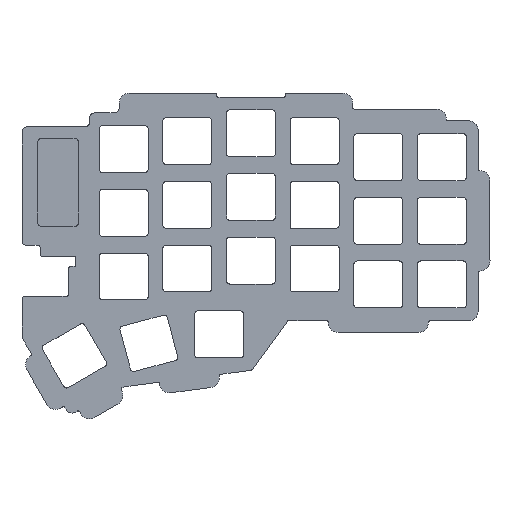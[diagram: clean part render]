
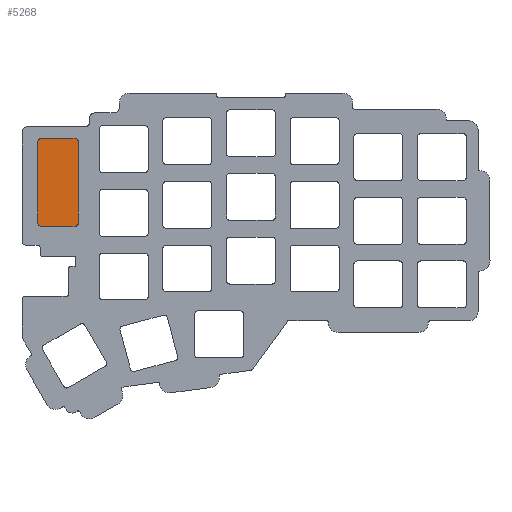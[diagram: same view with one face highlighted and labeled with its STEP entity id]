
A CAD part, top view. The second image highlights one B-rep face of the part: STEP entity #5268.
In plain terms, the highlighted planar face has unit normal (0, 0, 1).
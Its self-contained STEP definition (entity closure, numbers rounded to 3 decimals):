
#62=PLANE('',#5552);
#205=FACE_OUTER_BOUND('',#479,.T.);
#479=EDGE_LOOP('',(#3531,#3532,#3533,#3534,#3535,#3536,#3537,#3538));
#791=LINE('',#7727,#1334);
#795=LINE('',#7739,#1338);
#799=LINE('',#7751,#1342);
#803=LINE('',#7761,#1346);
#1334=VECTOR('',#6093,10.);
#1338=VECTOR('',#6105,10.);
#1342=VECTOR('',#6117,10.);
#1346=VECTOR('',#6129,10.);
#1875=CIRCLE('',#5538,1.);
#1877=CIRCLE('',#5542,1.);
#1879=CIRCLE('',#5546,1.);
#1881=CIRCLE('',#5550,1.);
#2146=VERTEX_POINT('',#7718);
#2147=VERTEX_POINT('',#7720);
#2149=VERTEX_POINT('',#7726);
#2151=VERTEX_POINT('',#7732);
#2153=VERTEX_POINT('',#7738);
#2155=VERTEX_POINT('',#7744);
#2157=VERTEX_POINT('',#7750);
#2159=VERTEX_POINT('',#7756);
#2688=EDGE_CURVE('',#2147,#2146,#1875,.T.);
#2691=EDGE_CURVE('',#2149,#2147,#791,.T.);
#2694=EDGE_CURVE('',#2151,#2149,#1877,.T.);
#2697=EDGE_CURVE('',#2153,#2151,#795,.T.);
#2700=EDGE_CURVE('',#2155,#2153,#1879,.T.);
#2703=EDGE_CURVE('',#2157,#2155,#799,.T.);
#2706=EDGE_CURVE('',#2159,#2157,#1881,.T.);
#2709=EDGE_CURVE('',#2146,#2159,#803,.T.);
#3531=ORIENTED_EDGE('',*,*,#2709,.T.);
#3532=ORIENTED_EDGE('',*,*,#2706,.T.);
#3533=ORIENTED_EDGE('',*,*,#2703,.T.);
#3534=ORIENTED_EDGE('',*,*,#2700,.T.);
#3535=ORIENTED_EDGE('',*,*,#2697,.T.);
#3536=ORIENTED_EDGE('',*,*,#2694,.T.);
#3537=ORIENTED_EDGE('',*,*,#2691,.T.);
#3538=ORIENTED_EDGE('',*,*,#2688,.T.);
#5268=ADVANCED_FACE('',(#205),#62,.F.);
#5538=AXIS2_PLACEMENT_3D('',#7721,#6087,#6088);
#5542=AXIS2_PLACEMENT_3D('',#7733,#6099,#6100);
#5546=AXIS2_PLACEMENT_3D('',#7745,#6111,#6112);
#5550=AXIS2_PLACEMENT_3D('',#7757,#6123,#6124);
#5552=AXIS2_PLACEMENT_3D('',#7762,#6130,#6131);
#6087=DIRECTION('center_axis',(0.,0.,
1.));
#6088=DIRECTION('ref_axis',(0.,1.,0.));
#6093=DIRECTION('',(0.,1.,0.));
#6099=DIRECTION('center_axis',(0.,0.,
1.));
#6100=DIRECTION('ref_axis',(1.,0.,0.));
#6105=DIRECTION('',(1.,0.,0.));
#6111=DIRECTION('center_axis',(0.,0.,
1.));
#6112=DIRECTION('ref_axis',(0.,-1.,0.));
#6117=DIRECTION('',(0.,-1.,0.));
#6123=DIRECTION('center_axis',(0.,0.,
1.));
#6124=DIRECTION('ref_axis',(-1.,0.,0.));
#6129=DIRECTION('',(-1.,0.,0.));
#6130=DIRECTION('center_axis',(0.,0.,
-1.));
#6131=DIRECTION('ref_axis',(-1.,0.,0.));
#7718=CARTESIAN_POINT('',(190.865,93.45,9.8));
#7720=CARTESIAN_POINT('',(191.865,92.451,9.8));
#7721=CARTESIAN_POINT('Origin',(190.865,92.45,9.8));
#7726=CARTESIAN_POINT('',(191.865,68.216,9.8));
#7727=CARTESIAN_POINT('',(191.865,86.392,9.8));
#7732=CARTESIAN_POINT('',(190.865,67.215,9.8));
#7733=CARTESIAN_POINT('Origin',(190.865,68.215,9.8));
#7738=CARTESIAN_POINT('',(180.765,67.215,9.8));
#7739=CARTESIAN_POINT('',(188.34,67.215,9.8));
#7744=CARTESIAN_POINT('',(179.765,68.215,9.8));
#7745=CARTESIAN_POINT('Origin',(180.765,68.215,9.8));
#7750=CARTESIAN_POINT('',(179.765,92.45,9.8));
#7751=CARTESIAN_POINT('',(179.765,74.274,9.8));
#7756=CARTESIAN_POINT('',(180.765,93.45,9.8));
#7757=CARTESIAN_POINT('Origin',(180.765,92.45,9.8));
#7761=CARTESIAN_POINT('',(183.29,93.45,9.8));
#7762=CARTESIAN_POINT('Origin',(185.815,80.333,9.8));
